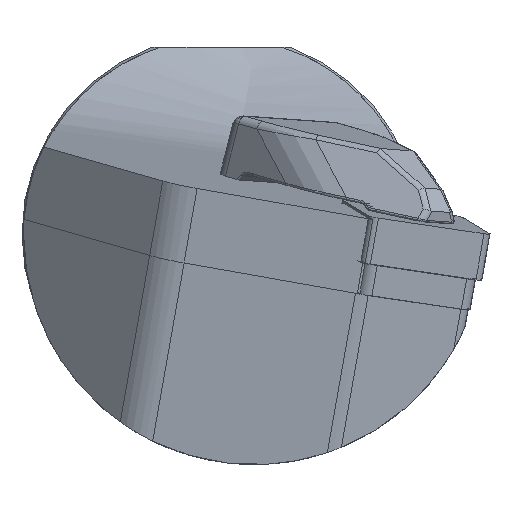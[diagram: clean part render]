
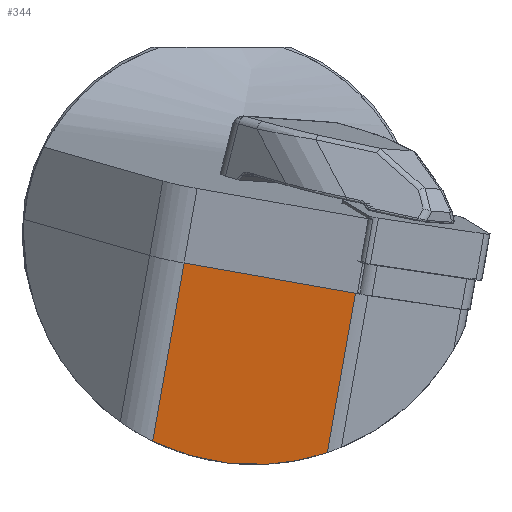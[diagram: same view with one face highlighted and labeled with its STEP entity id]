
A CAD part, left-side view. The second image highlights one B-rep face of the part: STEP entity #344.
In plain terms, the highlighted planar face has unit normal (-0.995, 0.02, -0.103).
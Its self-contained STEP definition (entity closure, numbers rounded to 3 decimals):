
#206=PLANE('',#2110);
#344=ADVANCED_FACE('',(#513),#206,.F.);
#513=FACE_OUTER_BOUND('',#628,.T.);
#628=EDGE_LOOP('',(#938,#939,#940,#941));
#735=ELLIPSE('',#2076,23.278,23.15);
#938=ORIENTED_EDGE('',*,*,#1625,.F.);
#939=ORIENTED_EDGE('',*,*,#1569,.T.);
#940=ORIENTED_EDGE('',*,*,#1623,.T.);
#941=ORIENTED_EDGE('',*,*,#1561,.T.);
#1364=VERTEX_POINT('',#2920);
#1376=VERTEX_POINT('',#2966);
#1377=VERTEX_POINT('',#2968);
#1379=VERTEX_POINT('',#2977);
#1561=EDGE_CURVE('',#1377,#1376,#735,.T.);
#1569=EDGE_CURVE('',#1364,#1379,#1814,.T.);
#1623=EDGE_CURVE('',#1379,#1377,#1826,.T.);
#1625=EDGE_CURVE('',#1364,#1376,#1828,.T.);
#1814=LINE('',#2995,#1939);
#1826=LINE('',#3512,#1951);
#1828=LINE('',#3515,#1953);
#1939=VECTOR('',#2378,1.);
#1951=VECTOR('',#2446,1.);
#1953=VECTOR('',#2450,1.);
#2076=AXIS2_PLACEMENT_3D('',#2967,#2366,#2367);
#2110=AXIS2_PLACEMENT_3D('',#3516,#2451,#2452);
#2366=DIRECTION('',(-0.995,0.02,-0.103));
#2367=DIRECTION('',(-0.105,-0.19,0.976));
#2378=DIRECTION('',(0.002,0.985,0.174));
#2446=DIRECTION('',(0.105,0.173,-0.979));
#2450=DIRECTION('',(0.105,0.173,-0.979));
#2451=DIRECTION('',(0.995,-0.02,0.103));
#2452=DIRECTION('',(0.103,0.,-0.995));
#2920=CARTESIAN_POINT('',(1.451,-13.486,-5.938));
#2966=CARTESIAN_POINT('',(3.16,-10.663,-21.948));
#2967=CARTESIAN_POINT('',(1.042,-3.3,0.));
#2968=CARTESIAN_POINT('',(3.392,6.884,-20.79));
#2977=CARTESIAN_POINT('',(1.483,3.729,-2.899));
#2995=CARTESIAN_POINT('',(1.451,-13.486,-5.938));
#3512=CARTESIAN_POINT('',(-49.306,-80.181,472.978));
#3515=CARTESIAN_POINT('',(-49.337,-97.396,469.939));
#3516=CARTESIAN_POINT('',(-49.337,-97.396,469.939));
